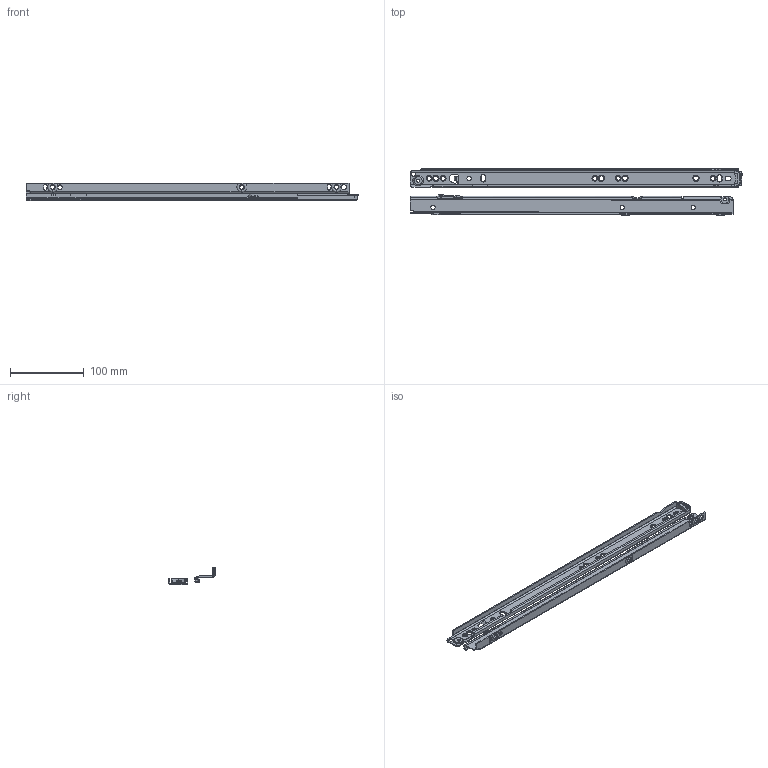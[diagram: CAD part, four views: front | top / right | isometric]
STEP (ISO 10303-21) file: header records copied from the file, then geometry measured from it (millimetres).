
FILE_DESCRIPTION (( 'STEP AP214' ), '1' );
FILE_NAME ('FR_6500.0450mm_18inch_closed_left.STEP', '2022-11-15T13:53:39', ( '' ), ( '' ), 'SwSTEP 2.0', 'SolidWorks 2020', '' );
FILE_SCHEMA (( 'AUTOMOTIVE_DESIGN' ));
Length unit declared in the file: millimetre
Products named in the file (6): 6500.XXX-01.0000.LI_NL =  450; FR_6500.0450mm_18inch_closed_left; 6500.XXX-03.0000.li_NL 450; AG-008; 6500.XXX-01.0000.li_NL 450; 6500.XXX-03.0000.LI_NL =  450
Assembly tree (5 placements, depth 3):
  FR_6500.0450mm_18inch_closed_left
    6500.XXX-01.0000.LI_NL =  450
      6500.XXX-01.0000.li_NL 450
      AG-008
    6500.XXX-03.0000.LI_NL =  450
      6500.XXX-03.0000.li_NL 450
Bounding box: 449.3 x 62.58 x 23.94 mm (x, y, z)
Volume: 53567.5 mm3; surface area: 75482.1 mm2
Topology: 3 solids, 3 shells, 783 faces, 1953 edges, 1202 vertices
Faces by surface type: cylinder 306, plane 306, cone 76, torus 47, bspline 44, sphere 4
Entity records: 25920 total; most frequent: CARTESIAN_POINT 7304, ORIENTED_EDGE 3894, DIRECTION 3858, EDGE_CURVE 1947, AXIS2_PLACEMENT_3D 1482, VERTEX_POINT 1202, VECTOR 894, LINE 894
